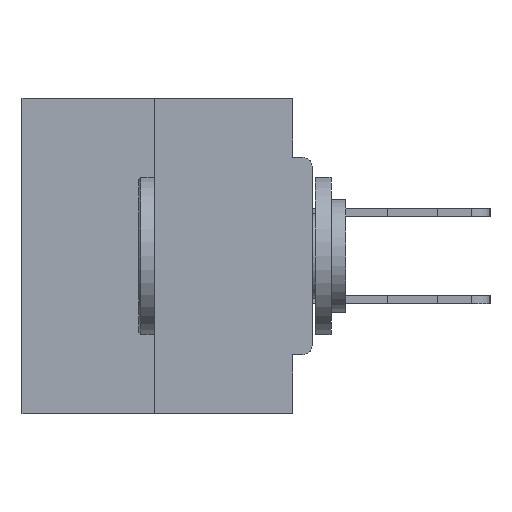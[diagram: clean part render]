
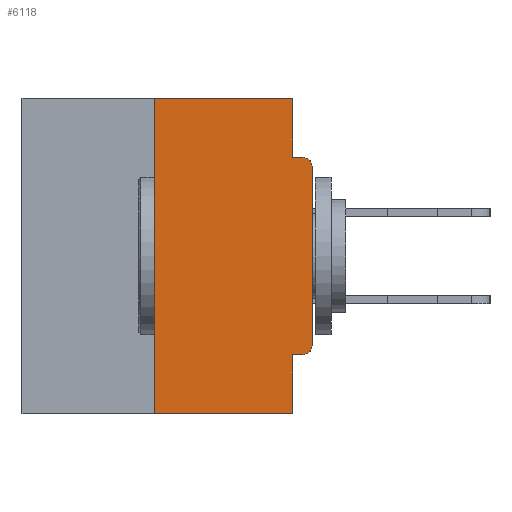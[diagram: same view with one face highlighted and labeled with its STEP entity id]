
A CAD part, left-side view. The second image highlights one B-rep face of the part: STEP entity #6118.
In plain terms, the highlighted planar face has unit normal (-1, 0, 0).
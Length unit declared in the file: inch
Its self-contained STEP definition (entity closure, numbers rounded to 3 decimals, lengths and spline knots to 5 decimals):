
#226 = VECTOR ( 'NONE', #18370, 39.37008 ) ;
#1076 = CARTESIAN_POINT ( 'NONE',  ( 0., 0., -0.1085 ) ) ;
#1892 = EDGE_LOOP ( 'NONE', ( #19240, #20806, #33305, #2572, #21319, #5307, #38133, #33142, #37071, #38427 ) ) ;
#1924 = DIRECTION ( 'NONE',  ( 0., 1., 0. ) ) ;
#2292 = CARTESIAN_POINT ( 'NONE',  ( 0., 0.015, -0.1085 ) ) ;
#2510 = FACE_OUTER_BOUND ( 'NONE', #1892, .T. ) ;
#2572 = ORIENTED_EDGE ( 'NONE', *, *, #5221, .F. ) ;
#3449 = CARTESIAN_POINT ( 'NONE',  ( 0., 0.031, -0.5 ) ) ;
#4436 = VERTEX_POINT ( 'NONE', #20154 ) ;
#5201 = DIRECTION ( 'NONE',  ( 0., -1., 0. ) ) ;
#5221 = EDGE_CURVE ( 'NONE', #34726, #26332, #40468, .T. ) ;
#5307 = ORIENTED_EDGE ( 'NONE', *, *, #40685, .T. ) ;
#5910 = VERTEX_POINT ( 'NONE', #10248 ) ;
#5933 = EDGE_CURVE ( 'NONE', #4436, #7053, #40425, .T. ) ;
#5999 = EDGE_CURVE ( 'NONE', #35061, #19121, #23213, .T. ) ;
#6118 = ADVANCED_FACE ( 'NONE', ( #2510 ), #6633, .F. ) ;
#6209 = VERTEX_POINT ( 'NONE', #25363 ) ;
#6556 = VECTOR ( 'NONE', #14572, 39.37008 ) ;
#6633 = PLANE ( 'NONE',  #44306 ) ;
#6786 = CARTESIAN_POINT ( 'NONE',  ( 0., 0.46, 0. ) ) ;
#7053 = VERTEX_POINT ( 'NONE', #45121 ) ;
#9709 = DIRECTION ( 'NONE',  ( -1., 0., 0. ) ) ;
#10035 = DIRECTION ( 'NONE',  ( 1., 0., 0. ) ) ;
#10248 = CARTESIAN_POINT ( 'NONE',  ( 0., 0.015, -0.4065 ) ) ;
#10403 = LINE ( 'NONE', #18986, #16175 ) ;
#10410 = AXIS2_PLACEMENT_3D ( 'NONE', #35761, #24525, #24364 ) ;
#11643 = EDGE_CURVE ( 'NONE', #5910, #34726, #21552, .T. ) ;
#11809 = VECTOR ( 'NONE', #1924, 39.37008 ) ;
#13106 = VERTEX_POINT ( 'NONE', #21075 ) ;
#14572 = DIRECTION ( 'NONE',  ( 0., 0., 1. ) ) ;
#14821 = EDGE_CURVE ( 'NONE', #4436, #26332, #40977, .T. ) ;
#14953 = DIRECTION ( 'NONE',  ( 0., 0., -1. ) ) ;
#15273 = CARTESIAN_POINT ( 'NONE',  ( 0., 0.031, 0. ) ) ;
#15358 = CARTESIAN_POINT ( 'NONE',  ( 0., 0., -0.0935 ) ) ;
#15504 = EDGE_CURVE ( 'NONE', #7053, #6209, #17995, .T. ) ;
#16175 = VECTOR ( 'NONE', #33229, 39.37008 ) ;
#16238 = CARTESIAN_POINT ( 'NONE',  ( 0., 0.031, -0.4065 ) ) ;
#16282 = EDGE_CURVE ( 'NONE', #13106, #46670, #10403, .T. ) ;
#17995 = LINE ( 'NONE', #45574, #26557 ) ;
#18370 = DIRECTION ( 'NONE',  ( 0., -1., 0. ) ) ;
#18986 = CARTESIAN_POINT ( 'NONE',  ( 0., 0., 0. ) ) ;
#19121 = VERTEX_POINT ( 'NONE', #31978 ) ;
#19240 = ORIENTED_EDGE ( 'NONE', *, *, #15504, .F. ) ;
#20154 = CARTESIAN_POINT ( 'NONE',  ( 0., 0.25, -0.5 ) ) ;
#20806 = ORIENTED_EDGE ( 'NONE', *, *, #5933, .F. ) ;
#21075 = CARTESIAN_POINT ( 'NONE',  ( 0., 0., -0.3915 ) ) ;
#21319 = ORIENTED_EDGE ( 'NONE', *, *, #11643, .F. ) ;
#21552 = LINE ( 'NONE', #30600, #11809 ) ;
#21570 = VECTOR ( 'NONE', #43501, 39.37008 ) ;
#23213 = LINE ( 'NONE', #15358, #43254 ) ;
#24364 = DIRECTION ( 'NONE',  ( 0., 0., -1. ) ) ;
#24525 = DIRECTION ( 'NONE',  ( -1., 0., 0. ) ) ;
#25363 = CARTESIAN_POINT ( 'NONE',  ( 0., 0.031, 0. ) ) ;
#25634 = CIRCLE ( 'NONE', #28564, 0.015 ) ;
#26332 = VERTEX_POINT ( 'NONE', #26503 ) ;
#26373 = DIRECTION ( 'NONE',  ( 0., -1., 0. ) ) ;
#26400 = VECTOR ( 'NONE', #14953, 39.37008 ) ;
#26503 = CARTESIAN_POINT ( 'NONE',  ( 0., 0.031, -0.5 ) ) ;
#26557 = VECTOR ( 'NONE', #5201, 39.37008 ) ;
#27320 = CARTESIAN_POINT ( 'NONE',  ( 0., 0.031, -0.0935 ) ) ;
#28564 = AXIS2_PLACEMENT_3D ( 'NONE', #2292, #9709, #35635 ) ;
#30600 = CARTESIAN_POINT ( 'NONE',  ( 0., 0., -0.4065 ) ) ;
#31978 = CARTESIAN_POINT ( 'NONE',  ( 0., 0.015, -0.0935 ) ) ;
#32420 = DIRECTION ( 'NONE',  ( 0., 0., -1. ) ) ;
#32698 = LINE ( 'NONE', #15273, #26400 ) ;
#33142 = ORIENTED_EDGE ( 'NONE', *, *, #42866, .T. ) ;
#33229 = DIRECTION ( 'NONE',  ( 0., 0., 1. ) ) ;
#33305 = ORIENTED_EDGE ( 'NONE', *, *, #14821, .T. ) ;
#34726 = VERTEX_POINT ( 'NONE', #16238 ) ;
#35061 = VERTEX_POINT ( 'NONE', #27320 ) ;
#35635 = DIRECTION ( 'NONE',  ( 0., 0., -1. ) ) ;
#35761 = CARTESIAN_POINT ( 'NONE',  ( 0., 0.015, -0.3915 ) ) ;
#36532 = CARTESIAN_POINT ( 'NONE',  ( 0., 0.25, 0. ) ) ;
#37071 = ORIENTED_EDGE ( 'NONE', *, *, #5999, .F. ) ;
#38133 = ORIENTED_EDGE ( 'NONE', *, *, #16282, .T. ) ;
#38427 = ORIENTED_EDGE ( 'NONE', *, *, #47387, .F. ) ;
#39660 = CIRCLE ( 'NONE', #10410, 0.015 ) ;
#40425 = LINE ( 'NONE', #36532, #6556 ) ;
#40468 = LINE ( 'NONE', #3449, #21570 ) ;
#40685 = EDGE_CURVE ( 'NONE', #5910, #13106, #39660, .T. ) ;
#40977 = LINE ( 'NONE', #44634, #226 ) ;
#42866 = EDGE_CURVE ( 'NONE', #46670, #19121, #25634, .T. ) ;
#43254 = VECTOR ( 'NONE', #26373, 39.37008 ) ;
#43501 = DIRECTION ( 'NONE',  ( 0., 0., -1. ) ) ;
#44306 = AXIS2_PLACEMENT_3D ( 'NONE', #6786, #10035, #32420 ) ;
#44634 = CARTESIAN_POINT ( 'NONE',  ( 0., 0.46, -0.5 ) ) ;
#45121 = CARTESIAN_POINT ( 'NONE',  ( 0., 0.25, 0. ) ) ;
#45574 = CARTESIAN_POINT ( 'NONE',  ( 0., 0.46, 0. ) ) ;
#46670 = VERTEX_POINT ( 'NONE', #1076 ) ;
#47387 = EDGE_CURVE ( 'NONE', #6209, #35061, #32698, .T. ) ;
